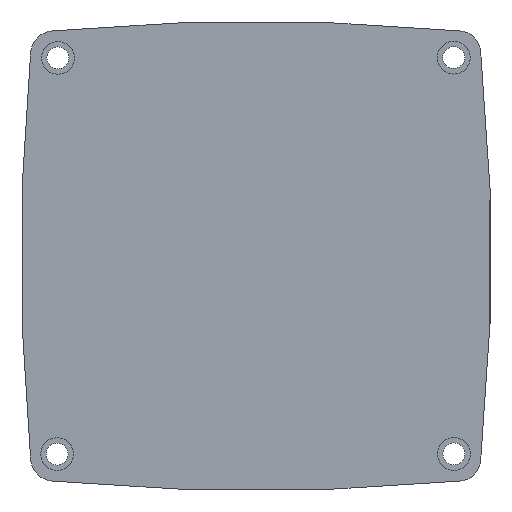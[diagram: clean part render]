
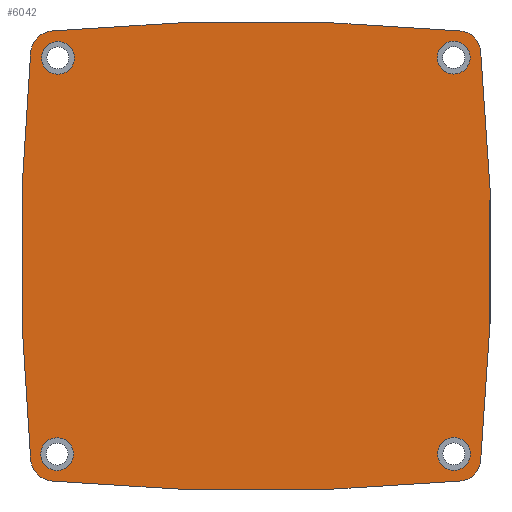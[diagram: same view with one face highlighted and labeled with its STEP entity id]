
A CAD part, front view. The second image highlights one B-rep face of the part: STEP entity #6042.
In plain terms, the highlighted planar face has unit normal (0, -1, 0).
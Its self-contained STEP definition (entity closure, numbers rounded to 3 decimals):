
#419=FACE_BOUND('',#974,.T.);
#420=FACE_BOUND('',#975,.T.);
#421=FACE_BOUND('',#976,.T.);
#422=FACE_BOUND('',#977,.T.);
#501=PLANE('',#6447);
#624=FACE_OUTER_BOUND('',#973,.T.);
#973=EDGE_LOOP('',(#3953,#3954,#3955,#3956,#3957,#3958,#3959,#3960));
#974=EDGE_LOOP('',(#3961));
#975=EDGE_LOOP('',(#3962));
#976=EDGE_LOOP('',(#3963));
#977=EDGE_LOOP('',(#3964));
#1985=CIRCLE('',#6411,3.);
#1987=CIRCLE('',#6414,3.);
#1989=CIRCLE('',#6417,3.);
#1991=CIRCLE('',#6420,3.);
#1994=CIRCLE('',#6424,4.052);
#1996=CIRCLE('',#6427,364.486);
#1998=CIRCLE('',#6430,4.052);
#2000=CIRCLE('',#6433,391.716);
#2002=CIRCLE('',#6436,4.287);
#2004=CIRCLE('',#6439,390.39);
#2006=CIRCLE('',#6442,4.287);
#2008=CIRCLE('',#6445,391.715);
#2321=VERTEX_POINT('',#8800);
#2323=VERTEX_POINT('',#8805);
#2325=VERTEX_POINT('',#8810);
#2327=VERTEX_POINT('',#8815);
#2331=VERTEX_POINT('',#8823);
#2332=VERTEX_POINT('',#8825);
#2334=VERTEX_POINT('',#8831);
#2336=VERTEX_POINT('',#8837);
#2338=VERTEX_POINT('',#8843);
#2340=VERTEX_POINT('',#8849);
#2342=VERTEX_POINT('',#8855);
#2344=VERTEX_POINT('',#8861);
#2947=EDGE_CURVE('',#2321,#2321,#1985,.T.);
#2949=EDGE_CURVE('',#2323,#2323,#1987,.T.);
#2951=EDGE_CURVE('',#2325,#2325,#1989,.T.);
#2953=EDGE_CURVE('',#2327,#2327,#1991,.T.);
#2957=EDGE_CURVE('',#2332,#2331,#1994,.T.);
#2960=EDGE_CURVE('',#2334,#2332,#1996,.T.);
#2963=EDGE_CURVE('',#2336,#2334,#1998,.T.);
#2966=EDGE_CURVE('',#2338,#2336,#2000,.T.);
#2969=EDGE_CURVE('',#2340,#2338,#2002,.T.);
#2972=EDGE_CURVE('',#2342,#2340,#2004,.T.);
#2975=EDGE_CURVE('',#2344,#2342,#2006,.T.);
#2978=EDGE_CURVE('',#2331,#2344,#2008,.T.);
#3953=ORIENTED_EDGE('',*,*,#2978,.T.);
#3954=ORIENTED_EDGE('',*,*,#2975,.T.);
#3955=ORIENTED_EDGE('',*,*,#2972,.T.);
#3956=ORIENTED_EDGE('',*,*,#2969,.T.);
#3957=ORIENTED_EDGE('',*,*,#2966,.T.);
#3958=ORIENTED_EDGE('',*,*,#2963,.T.);
#3959=ORIENTED_EDGE('',*,*,#2960,.T.);
#3960=ORIENTED_EDGE('',*,*,#2957,.T.);
#3961=ORIENTED_EDGE('',*,*,#2947,.T.);
#3962=ORIENTED_EDGE('',*,*,#2949,.T.);
#3963=ORIENTED_EDGE('',*,*,#2951,.T.);
#3964=ORIENTED_EDGE('',*,*,#2953,.T.);
#6042=ADVANCED_FACE('',(#624,#419,#420,#421,#422),#501,.F.);
#6411=AXIS2_PLACEMENT_3D('',#8801,#7177,#7178);
#6414=AXIS2_PLACEMENT_3D('',#8806,#7183,#7184);
#6417=AXIS2_PLACEMENT_3D('',#8811,#7189,#7190);
#6420=AXIS2_PLACEMENT_3D('',#8816,#7195,#7196);
#6424=AXIS2_PLACEMENT_3D('',#8826,#7204,#7205);
#6427=AXIS2_PLACEMENT_3D('',#8832,#7211,#7212);
#6430=AXIS2_PLACEMENT_3D('',#8838,#7218,#7219);
#6433=AXIS2_PLACEMENT_3D('',#8844,#7225,#7226);
#6436=AXIS2_PLACEMENT_3D('',#8850,#7232,#7233);
#6439=AXIS2_PLACEMENT_3D('',#8856,#7239,#7240);
#6442=AXIS2_PLACEMENT_3D('',#8862,#7246,#7247);
#6445=AXIS2_PLACEMENT_3D('',#8866,#7253,#7254);
#6447=AXIS2_PLACEMENT_3D('',#8868,#7257,#7258);
#7177=DIRECTION('center_axis',(0.,1.,0.));
#7178=DIRECTION('ref_axis',(1.,0.,0.));
#7183=DIRECTION('center_axis',(0.,1.,0.));
#7184=DIRECTION('ref_axis',(1.,0.,0.));
#7189=DIRECTION('center_axis',(0.,1.,0.));
#7190=DIRECTION('ref_axis',(1.,0.,0.));
#7195=DIRECTION('center_axis',(0.,1.,0.));
#7196=DIRECTION('ref_axis',(1.,0.,0.));
#7204=DIRECTION('center_axis',(0.,-1.,0.));
#7205=DIRECTION('ref_axis',(0.035,0.,0.999));
#7211=DIRECTION('center_axis',(0.,-1.,0.));
#7212=DIRECTION('ref_axis',(0.995,0.,0.102));
#7218=DIRECTION('center_axis',(0.,-1.,0.));
#7219=DIRECTION('ref_axis',(1.,0.,-0.003));
#7225=DIRECTION('center_axis',(0.,-1.,0.));
#7226=DIRECTION('ref_axis',(0.095,0.,-0.995));
#7232=DIRECTION('center_axis',(0.,-1.,0.));
#7233=DIRECTION('ref_axis',(-0.057,0.,-0.998));
#7239=DIRECTION('center_axis',(0.,-1.,0.));
#7240=DIRECTION('ref_axis',(-0.995,0.,-0.095));
#7246=DIRECTION('center_axis',(0.,-1.,0.));
#7247=DIRECTION('ref_axis',(-0.998,0.,0.057));
#7253=DIRECTION('center_axis',(0.,-1.,0.));
#7254=DIRECTION('ref_axis',(-0.095,0.,0.995));
#7257=DIRECTION('center_axis',(0.,1.,0.));
#7258=DIRECTION('ref_axis',(0.,0.,1.));
#8800=CARTESIAN_POINT('',(-228.456,-3.,57.229));
#8801=CARTESIAN_POINT('Origin',(-225.456,-3.,57.229));
#8805=CARTESIAN_POINT('',(-155.963,-3.,57.287));
#8806=CARTESIAN_POINT('Origin',(-152.963,-3.,57.287));
#8810=CARTESIAN_POINT('',(-155.991,-3.,129.694));
#8811=CARTESIAN_POINT('Origin',(-152.991,-3.,129.694));
#8815=CARTESIAN_POINT('',(-228.33,-3.,129.654));
#8816=CARTESIAN_POINT('Origin',(-225.33,-3.,129.654));
#8823=CARTESIAN_POINT('',(-151.959,-3.,134.575));
#8825=CARTESIAN_POINT('',(-148.047,-3.,130.537));
#8826=CARTESIAN_POINT('Origin',(-152.099,-3.,130.525));
#8831=CARTESIAN_POINT('',(-148.047,-3.,56.346));
#8832=CARTESIAN_POINT('Origin',(-510.64,-3.,93.442));
#8837=CARTESIAN_POINT('',(-151.959,-3.,52.308));
#8838=CARTESIAN_POINT('Origin',(-152.099,-3.,56.358));
#8843=CARTESIAN_POINT('',(-226.276,-3.,52.308));
#8844=CARTESIAN_POINT('Origin',(-189.118,-3.,442.257));
#8849=CARTESIAN_POINT('',(-230.314,-3.,56.346));
#8850=CARTESIAN_POINT('Origin',(-226.034,-3.,56.588));
#8855=CARTESIAN_POINT('',(-230.314,-3.,130.537));
#8856=CARTESIAN_POINT('Origin',(158.309,-3.,93.442));
#8861=CARTESIAN_POINT('',(-226.276,-3.,134.575));
#8862=CARTESIAN_POINT('Origin',(-226.034,-3.,130.295));
#8866=CARTESIAN_POINT('Origin',(-189.118,-3.,-255.373));
#8868=CARTESIAN_POINT('Origin',(-189.135,-3.,93.442));
